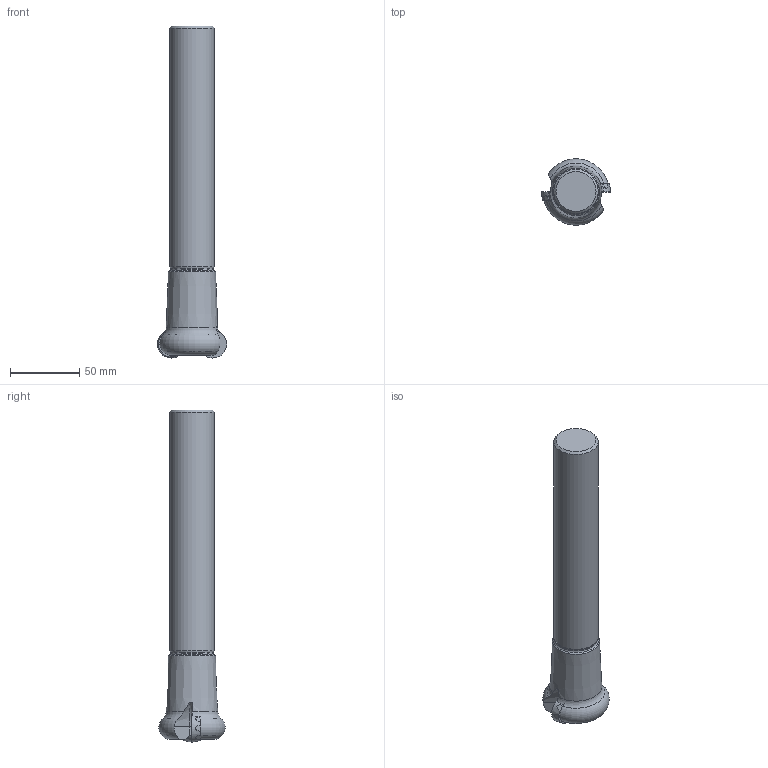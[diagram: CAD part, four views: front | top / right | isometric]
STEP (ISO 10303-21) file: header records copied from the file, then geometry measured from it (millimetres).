
FILE_DESCRIPTION(/* description */ (''),/* implementation_level */ '2;1');
FILE_NAME(/* name */ '1543201400501.stp',/* time_stamp */ '2018-11-26T08:33:43+05:00',/* author */ (''),/* organization */ ('SMS'),/* preprocessor_version */ 'ST-DEVELOPER v15',/* originating_system */ 'SIEMENS PLM Software NX 8.5',/* authorisation */ '');
FILE_SCHEMA (('AUTOMOTIVE_DESIGN { 1 0 10303 214 3 1 1 1 }'));
Length unit declared in the file: millimetre
Products named in the file (4): 201857738mod000_00; ASSEMBLY_CONSTRUCTION; 201905006mod000_00; 201905005mod000_00
Assembly tree (4 placements, depth 2):
  201905005mod000_00
    201905006mod000_00
    ASSEMBLY_CONSTRUCTION
    201857738mod000_00  x2
Bounding box: 49.95 x 47.85 x 239.99 mm (x, y, z)
Volume: 208675.9 mm3; surface area: 30451.3 mm2
Topology: 3 solids, 3 shells, 156 faces, 398 edges, 261 vertices
Faces by surface type: plane 70, cone 29, extrusion 24, torus 19, cylinder 12, sphere 2
Full cylindrical faces by diameter (mm): 5.35 x2, 6.5 x2, 8.45 x2, 31.3 x1, 31.992 x1
Entity records: 5648 total; most frequent: CARTESIAN_POINT 2174, DIRECTION 690, ORIENTED_EDGE 662, EDGE_CURVE 331, AXIS2_PLACEMENT_3D 288, VERTEX_POINT 223, EDGE_LOOP 172, ADVANCED_FACE 142
